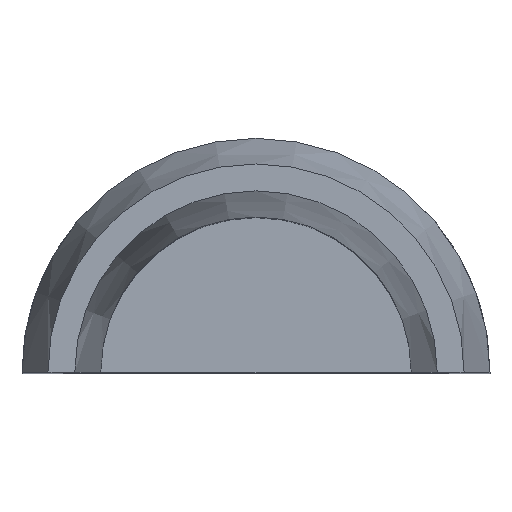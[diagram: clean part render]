
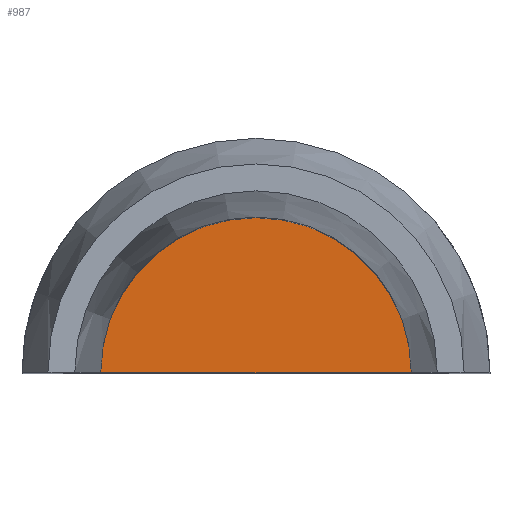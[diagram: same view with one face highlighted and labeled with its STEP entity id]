
A CAD part, top view. The second image highlights one B-rep face of the part: STEP entity #987.
In plain terms, the highlighted planar face has unit normal (0, 0, 1).
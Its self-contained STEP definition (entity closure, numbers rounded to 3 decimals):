
#44 = PLANE('',#45);
#45 = AXIS2_PLACEMENT_3D('',#46,#47,#48);
#46 = CARTESIAN_POINT('',(0.,0.,0.));
#47 = DIRECTION('',(0.,1.,0.));
#48 = DIRECTION('',(0.,0.,1.));
#527 = VERTEX_POINT('',#528);
#528 = CARTESIAN_POINT('',(-3.,0.,0.));
#542 = CYLINDRICAL_SURFACE('',#543,3.);
#543 = AXIS2_PLACEMENT_3D('',#544,#545,#546);
#544 = CARTESIAN_POINT('',(0.,0.,0.));
#545 = DIRECTION('',(-0.,-0.,-1.));
#546 = DIRECTION('',(1.,0.,0.));
#554 = EDGE_CURVE('',#527,#555,#557,.T.);
#555 = VERTEX_POINT('',#556);
#556 = CARTESIAN_POINT('',(3.,0.,0.));
#557 = SURFACE_CURVE('',#558,(#562,#569),.PCURVE_S1.);
#558 = LINE('',#559,#560);
#559 = CARTESIAN_POINT('',(0.,0.,0.));
#560 = VECTOR('',#561,1.);
#561 = DIRECTION('',(1.,0.,0.));
#562 = PCURVE('',#44,#563);
#563 = DEFINITIONAL_REPRESENTATION('',(#564),#568);
#564 = LINE('',#565,#566);
#565 = CARTESIAN_POINT('',(0.,0.));
#566 = VECTOR('',#567,1.);
#567 = DIRECTION('',(0.,1.));
#568 = ( GEOMETRIC_REPRESENTATION_CONTEXT(2) 
PARAMETRIC_REPRESENTATION_CONTEXT() REPRESENTATION_CONTEXT('2D SPACE',''
  ) );
#569 = PCURVE('',#570,#575);
#570 = PLANE('',#571);
#571 = AXIS2_PLACEMENT_3D('',#572,#573,#574);
#572 = CARTESIAN_POINT('',(0.,0.,0.));
#573 = DIRECTION('',(-0.,-0.,-1.));
#574 = DIRECTION('',(-1.,0.,0.));
#575 = DEFINITIONAL_REPRESENTATION('',(#576),#580);
#576 = LINE('',#577,#578);
#577 = CARTESIAN_POINT('',(0.,0.));
#578 = VECTOR('',#579,1.);
#579 = DIRECTION('',(-1.,0.));
#580 = ( GEOMETRIC_REPRESENTATION_CONTEXT(2) 
PARAMETRIC_REPRESENTATION_CONTEXT() REPRESENTATION_CONTEXT('2D SPACE',''
  ) );
#959 = EDGE_CURVE('',#555,#527,#960,.T.);
#960 = SURFACE_CURVE('',#961,(#966,#973),.PCURVE_S1.);
#961 = CIRCLE('',#962,3.);
#962 = AXIS2_PLACEMENT_3D('',#963,#964,#965);
#963 = CARTESIAN_POINT('',(0.,0.,0.));
#964 = DIRECTION('',(0.,0.,1.));
#965 = DIRECTION('',(1.,0.,0.));
#966 = PCURVE('',#542,#967);
#967 = DEFINITIONAL_REPRESENTATION('',(#968),#972);
#968 = LINE('',#969,#970);
#969 = CARTESIAN_POINT('',(-0.,0.));
#970 = VECTOR('',#971,1.);
#971 = DIRECTION('',(-1.,0.));
#972 = ( GEOMETRIC_REPRESENTATION_CONTEXT(2) 
PARAMETRIC_REPRESENTATION_CONTEXT() REPRESENTATION_CONTEXT('2D SPACE',''
  ) );
#973 = PCURVE('',#570,#974);
#974 = DEFINITIONAL_REPRESENTATION('',(#975),#983);
#975 = ( BOUNDED_CURVE() B_SPLINE_CURVE(2,(#976,#977,#978,#979,#980,#981
,#982),.UNSPECIFIED.,.T.,.F.) B_SPLINE_CURVE_WITH_KNOTS((1,2,2,2,2,1),(
    -2.094,0.,2.094,4.189,6.283,
8.378),.UNSPECIFIED.) CURVE() GEOMETRIC_REPRESENTATION_ITEM() 
RATIONAL_B_SPLINE_CURVE((1.,0.5,1.,0.5,1.,0.5,1.)) REPRESENTATION_ITEM(
  '') );
#976 = CARTESIAN_POINT('',(-3.,0.));
#977 = CARTESIAN_POINT('',(-3.,5.196));
#978 = CARTESIAN_POINT('',(1.5,2.598));
#979 = CARTESIAN_POINT('',(6.,0.));
#980 = CARTESIAN_POINT('',(1.5,-2.598));
#981 = CARTESIAN_POINT('',(-3.,-5.196));
#982 = CARTESIAN_POINT('',(-3.,0.));
#983 = ( GEOMETRIC_REPRESENTATION_CONTEXT(2) 
PARAMETRIC_REPRESENTATION_CONTEXT() REPRESENTATION_CONTEXT('2D SPACE',''
  ) );
#987 = ADVANCED_FACE('',(#988),#570,.F.);
#988 = FACE_BOUND('',#989,.F.);
#989 = EDGE_LOOP('',(#990,#991));
#990 = ORIENTED_EDGE('',*,*,#959,.F.);
#991 = ORIENTED_EDGE('',*,*,#554,.F.);
